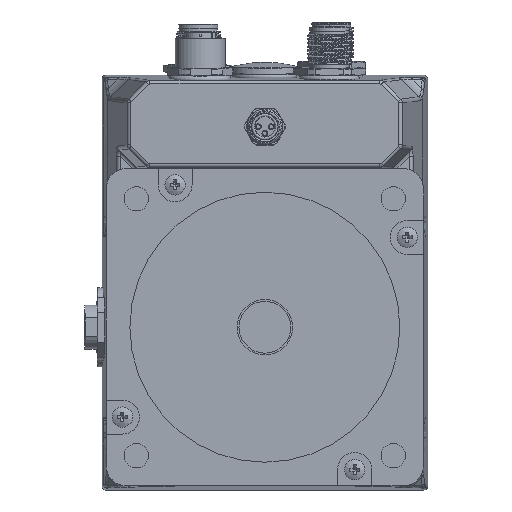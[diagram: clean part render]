
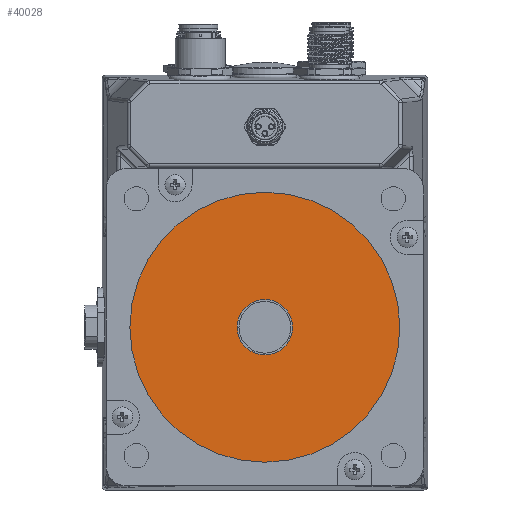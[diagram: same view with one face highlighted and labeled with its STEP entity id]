
A CAD part, front view. The second image highlights one B-rep face of the part: STEP entity #40028.
In plain terms, the highlighted planar face has unit normal (0, -1, 0).
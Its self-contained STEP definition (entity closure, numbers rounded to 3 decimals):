
#371=FACE_BOUND('',#9037,.T.);
#6637=FACE_OUTER_BOUND('',#9036,.T.);
#9036=EDGE_LOOP('',(#36278));
#9037=EDGE_LOOP('',(#36279,#36280));
#16549=CIRCLE('',#43814,36.513);
#16550=CIRCLE('',#43815,7.5);
#16551=CIRCLE('',#43816,7.5);
#20106=VERTEX_POINT('',#101188);
#20107=VERTEX_POINT('',#101190);
#20108=VERTEX_POINT('',#101191);
#25519=EDGE_CURVE('',#20106,#20106,#16549,.T.);
#25520=EDGE_CURVE('',#20107,#20108,#16550,.T.);
#25521=EDGE_CURVE('',#20108,#20107,#16551,.T.);
#36278=ORIENTED_EDGE('',*,*,#25519,.F.);
#36279=ORIENTED_EDGE('',*,*,#25520,.T.);
#36280=ORIENTED_EDGE('',*,*,#25521,.T.);
#37899=PLANE('',#43813);
#40028=ADVANCED_FACE('',(#6637,#371),#37899,.F.);
#43813=AXIS2_PLACEMENT_3D('',#101187,#53808,#53809);
#43814=AXIS2_PLACEMENT_3D('',#101189,#53810,#53811);
#43815=AXIS2_PLACEMENT_3D('',#101192,#53812,#53813);
#43816=AXIS2_PLACEMENT_3D('',#101193,#53814,#53815);
#53808=DIRECTION('center_axis',(0.,1.,0.));
#53809=DIRECTION('ref_axis',(-1.,0.,0.));
#53810=DIRECTION('center_axis',(0.,1.,0.));
#53811=DIRECTION('ref_axis',(-1.,0.,0.));
#53812=DIRECTION('center_axis',(0.,1.,0.));
#53813=DIRECTION('ref_axis',(1.,0.,0.));
#53814=DIRECTION('center_axis',(0.,1.,0.));
#53815=DIRECTION('ref_axis',(1.,0.,0.));
#101187=CARTESIAN_POINT('Origin',(0.,-105.,43.91));
#101188=CARTESIAN_POINT('',(36.513,-105.,43.91));
#101189=CARTESIAN_POINT('Origin',(0.,-105.,43.91));
#101190=CARTESIAN_POINT('',(7.5,-105.,43.91));
#101191=CARTESIAN_POINT('',(-7.5,-105.,43.91));
#101192=CARTESIAN_POINT('Origin',(0.,-105.,43.91));
#101193=CARTESIAN_POINT('Origin',(0.,-105.,43.91));
